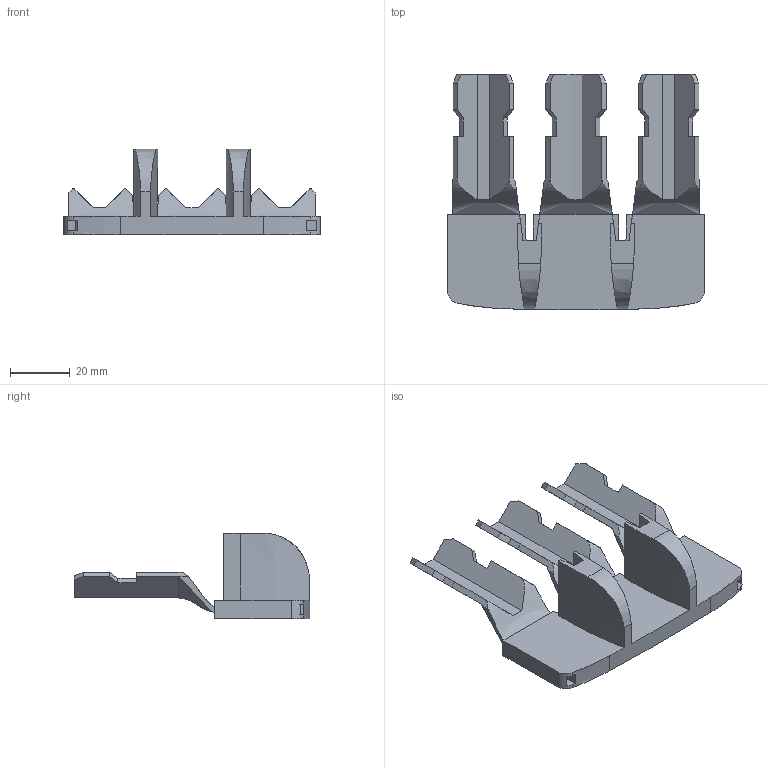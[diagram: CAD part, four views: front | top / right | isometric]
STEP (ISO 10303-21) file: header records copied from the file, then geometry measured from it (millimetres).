
FILE_DESCRIPTION(('STEP AP214'),'1');
FILE_NAME('cctmp_F0F25A27-2EE7-46C7-BD3C-33572A218CB3_2023_07_24_21_58_54_0912..stp','2023-07-24T19:58:55',('SIEMENS A&D'),('CADClick - www.CADClick.com'),'Spatial InterOp 3D postprocessed',' ','unknown authorization');
FILE_SCHEMA(('AUTOMOTIVE_DESIGN'));
Length unit declared in the file: millimetre
Products named in the file (1): 2023_07_24_21_58_54_0896
Bounding box: 85.7 x 78.74 x 28.57 mm (x, y, z)
Volume: 30546.4 mm3; surface area: 17821.6 mm2
Topology: 1 solids, 1 shells, 143 faces, 417 edges, 276 vertices
Faces by surface type: plane 114, extrusion 19, cylinder 7, bspline 3
Entity records: 7119 total; most frequent: CARTESIAN_POINT 3034, ORIENTED_EDGE 834, DIRECTION 617, EDGE_CURVE 417, VECTOR 325, LINE 306, VERTEX_POINT 276, AXIS2_PLACEMENT_3D 146
